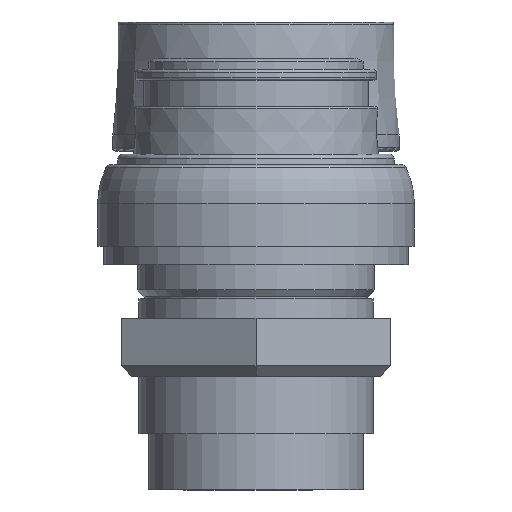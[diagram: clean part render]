
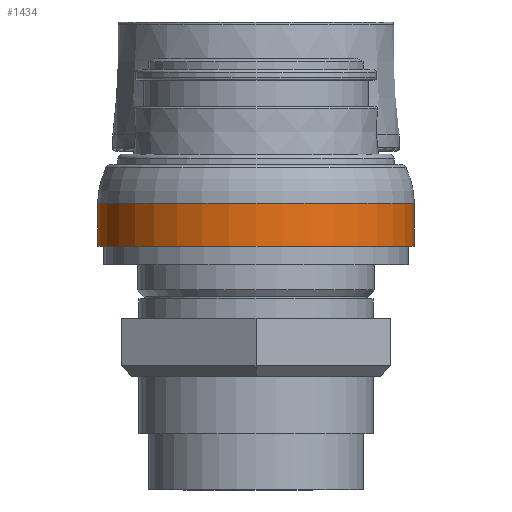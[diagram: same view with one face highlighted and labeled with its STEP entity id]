
A CAD part, front view. The second image highlights one B-rep face of the part: STEP entity #1434.
In plain terms, the highlighted cylindrical face has radius 14.75 mm (diameter 29.5 mm), a full revolution.
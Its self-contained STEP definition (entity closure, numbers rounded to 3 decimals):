
#47=CYLINDRICAL_SURFACE($,#1558,14.75);
#69=FACE_BOUND($,#297,.T.);
#117=CIRCLE($,#1559,14.75);
#118=CIRCLE($,#1560,14.75);
#187=FACE_OUTER_BOUND($,#296,.T.);
#296=EDGE_LOOP($,(#1134));
#297=EDGE_LOOP($,(#1135));
#706=VERTEX_POINT($,#2314);
#707=VERTEX_POINT($,#2316);
#867=EDGE_CURVE($,#706,#706,#117,.T.);
#868=EDGE_CURVE($,#707,#707,#118,.T.);
#1134=ORIENTED_EDGE($,*,*,#867,.T.);
#1135=ORIENTED_EDGE($,*,*,#868,.F.);
#1434=ADVANCED_FACE($,(#187,#69),#47,.T.);
#1558=AXIS2_PLACEMENT_3D($,#2313,#1840,#1841);
#1559=AXIS2_PLACEMENT_3D($,#2315,#1842,#1843);
#1560=AXIS2_PLACEMENT_3D($,#2317,#1844,#1845);
#1840=DIRECTION('center_axis',(0.,0.,
1.));
#1841=DIRECTION('ref_axis',(0.,-1.,0.));
#1842=DIRECTION('center_axis',(0.,0.,
1.));
#1843=DIRECTION('ref_axis',(0.,1.,0.));
#1844=DIRECTION('center_axis',(0.,0.,
1.));
#1845=DIRECTION('ref_axis',(0.,1.,0.));
#2313=CARTESIAN_POINT('Origin',(0.,0.,
-15.5));
#2314=CARTESIAN_POINT('',(0.,-14.75,-17.5));
#2315=CARTESIAN_POINT('Origin',(0.,0.,
-17.5));
#2316=CARTESIAN_POINT('',(0.,-14.75,-13.5));
#2317=CARTESIAN_POINT('Origin',(0.,0.,
-13.5));
